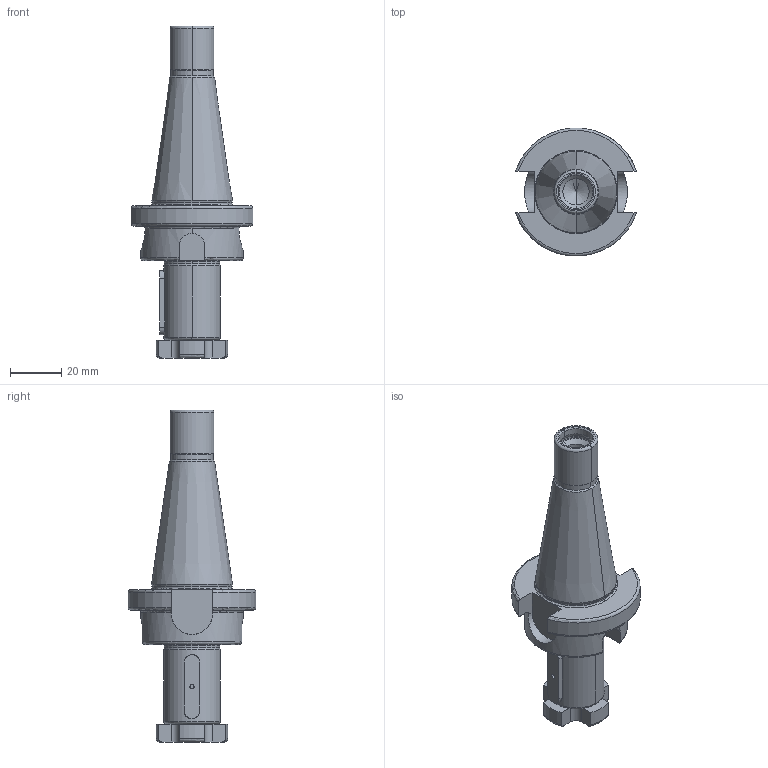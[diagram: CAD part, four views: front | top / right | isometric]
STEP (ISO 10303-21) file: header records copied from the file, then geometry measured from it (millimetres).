
FILE_DESCRIPTION((''),'2;1');
FILE_NAME('301_10_22','2020-09-01T',('103090'),(''),'CREO PARAMETRIC BY PTC INC, 2016260','CREO PARAMETRIC BY PTC INC, 2016260','');
FILE_SCHEMA(('CONFIG_CONTROL_DESIGN'));
Length unit declared in the file: millimetre
Products named in the file (1): 301_10_22
Bounding box: 47.34 x 49.83 x 129.4 mm (x, y, z)
Volume: 67978.9 mm3; surface area: 16718.5 mm2
Topology: 1 solids, 2 shells, 135 faces, 326 edges, 197 vertices
Faces by surface type: plane 47, cylinder 40, torus 30, cone 18
Entity records: 4234 total; most frequent: CARTESIAN_POINT 1019, DIRECTION 702, ORIENTED_EDGE 648, EDGE_CURVE 324, AXIS2_PLACEMENT_3D 278, VERTEX_POINT 197, VECTOR 146, LINE 146
